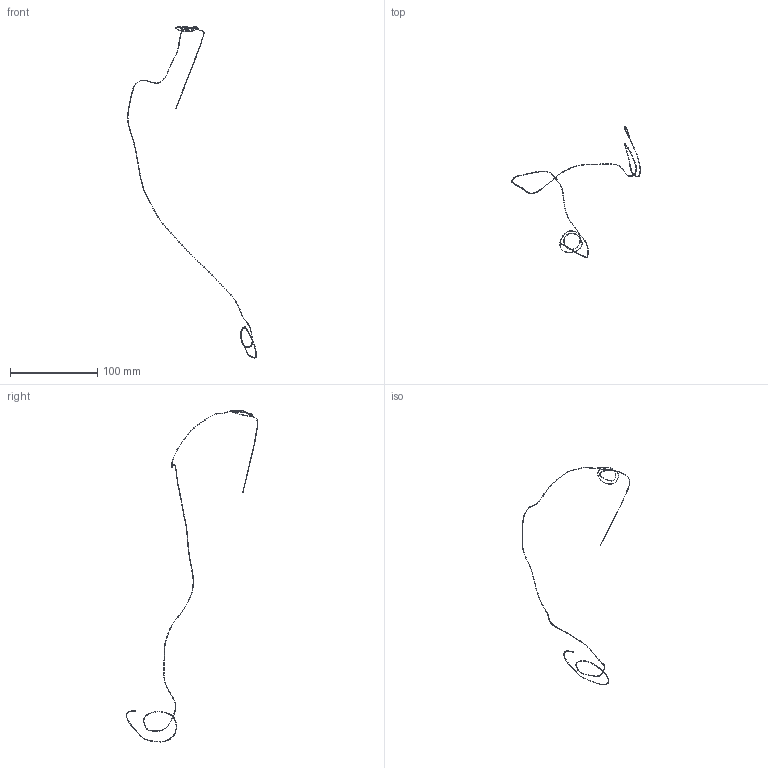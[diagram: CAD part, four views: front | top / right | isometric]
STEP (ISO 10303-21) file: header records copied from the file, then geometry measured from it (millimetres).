
FILE_DESCRIPTION(('STEP AP214'),'1');
FILE_NAME('Adult_DBS_03_Lead_Right.step','2024-02-05T22:00:46',(' '),('ANSOFT Corporation'),'Spatial InterOp 3D',' ',' ');
FILE_SCHEMA(('AUTOMOTIVE_DESIGN { 1 0 10303 214 1 1 1 1 }'));
Length unit declared in the file: millimetre
Products named in the file (1): Lead_right
Bounding box: 147.81 x 150.99 x 380.66 mm (x, y, z)
Volume: 187.2 mm3; surface area: 1497.6 mm2
Topology: 1 solids, 1 shells, 830 faces, 2139 edges, 1311 vertices
Faces by surface type: cylinder 828, plane 2
Entity records: 25578 total; most frequent: DIRECTION 5112, CARTESIAN_POINT 4281, ORIENTED_EDGE 4278, AXIS2_PLACEMENT_3D 2142, EDGE_CURVE 2139, VERTEX_POINT 1311, ELLIPSE 1191, ADVANCED_FACE 830
